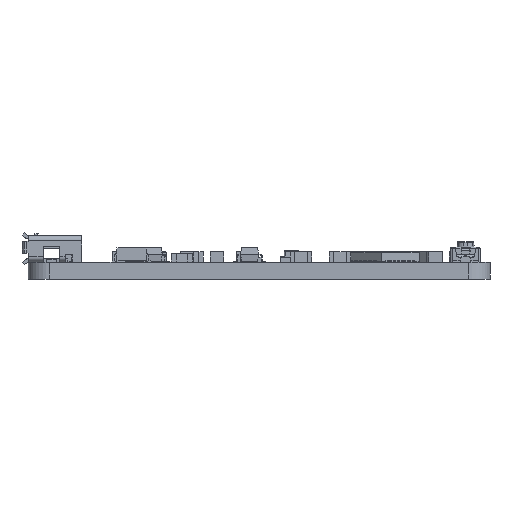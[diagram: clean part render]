
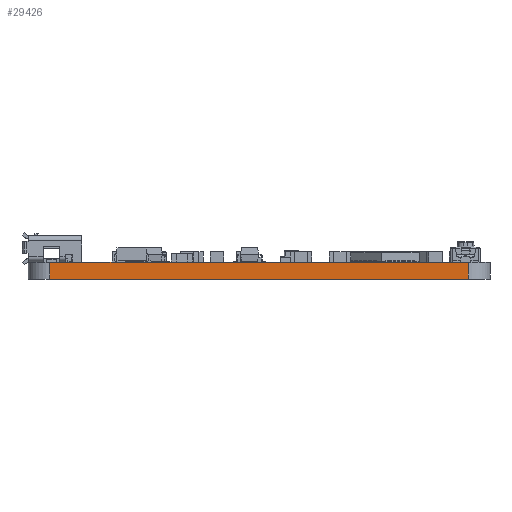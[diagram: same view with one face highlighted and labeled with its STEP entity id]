
A CAD part, front view. The second image highlights one B-rep face of the part: STEP entity #29426.
In plain terms, the highlighted planar face has unit normal (0, -1, 0).
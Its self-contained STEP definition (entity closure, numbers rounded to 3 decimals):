
#461=PLANE('',#31318);
#1701=FACE_OUTER_BOUND('',#3247,.T.);
#3247=EDGE_LOOP('',(#19919,#19920,#19921,#19922));
#4973=LINE('',#41880,#8479);
#4974=LINE('',#41883,#8480);
#4975=LINE('',#41885,#8481);
#4976=LINE('',#41886,#8482);
#8479=VECTOR('',#33943,10.);
#8480=VECTOR('',#33946,10.);
#8481=VECTOR('',#33947,10.);
#8482=VECTOR('',#33948,10.);
#12743=VERTEX_POINT('',#41876);
#12744=VERTEX_POINT('',#41878);
#12745=VERTEX_POINT('',#41882);
#12746=VERTEX_POINT('',#41884);
#15583=EDGE_CURVE('',#12743,#12744,#4973,.T.);
#15584=EDGE_CURVE('',#12745,#12743,#4974,.T.);
#15585=EDGE_CURVE('',#12746,#12744,#4975,.T.);
#15586=EDGE_CURVE('',#12745,#12746,#4976,.T.);
#19919=ORIENTED_EDGE('',*,*,#15584,.T.);
#19920=ORIENTED_EDGE('',*,*,#15583,.T.);
#19921=ORIENTED_EDGE('',*,*,#15585,.F.);
#19922=ORIENTED_EDGE('',*,*,#15586,.F.);
#29426=ADVANCED_FACE('',(#1701),#461,.T.);
#31318=AXIS2_PLACEMENT_3D('',#41881,#33944,#33945);
#33943=DIRECTION('',(0.,0.,1.));
#33944=DIRECTION('center_axis',(0.,-1.,0.));
#33945=DIRECTION('ref_axis',(1.,0.,0.));
#33946=DIRECTION('',(1.,0.,0.));
#33947=DIRECTION('',(1.,0.,0.));
#33948=DIRECTION('',(0.,0.,1.));
#41876=CARTESIAN_POINT('',(41.148,0.,0.));
#41878=CARTESIAN_POINT('',(41.148,0.,1.57));
#41880=CARTESIAN_POINT('',(41.148,0.,0.));
#41881=CARTESIAN_POINT('Origin',(2.032,0.,0.));
#41882=CARTESIAN_POINT('',(2.032,0.,0.));
#41883=CARTESIAN_POINT('',(2.032,0.,0.));
#41884=CARTESIAN_POINT('',(2.032,0.,1.57));
#41885=CARTESIAN_POINT('',(2.032,0.,1.57));
#41886=CARTESIAN_POINT('',(2.032,0.,0.));
